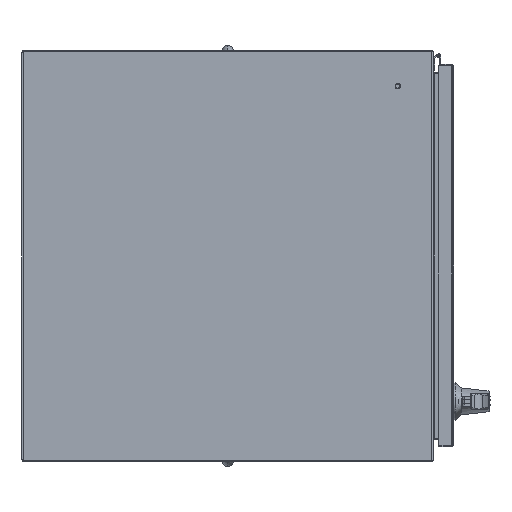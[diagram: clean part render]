
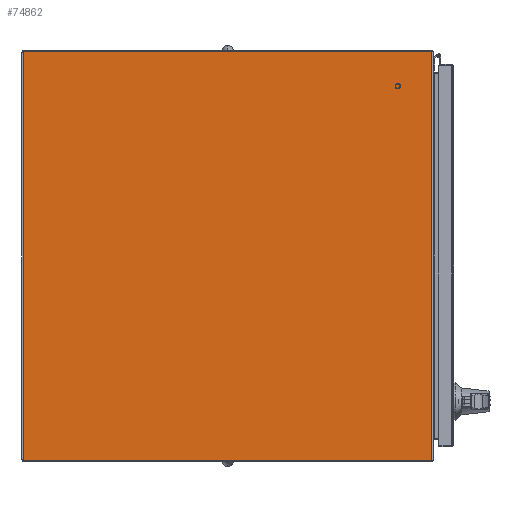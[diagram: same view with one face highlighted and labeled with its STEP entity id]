
A CAD part, front view. The second image highlights one B-rep face of the part: STEP entity #74862.
In plain terms, the highlighted face is planar.
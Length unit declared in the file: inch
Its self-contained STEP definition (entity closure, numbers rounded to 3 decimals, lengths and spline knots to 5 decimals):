
#2962 = PLANE ( 'NONE',  #73406 ) ;
#4991 = DIRECTION ( 'NONE',  ( 0., 1., 0. ) ) ;
#5350 = LINE ( 'NONE', #39347, #77771 ) ;
#5722 = ORIENTED_EDGE ( 'NONE', *, *, #61524, .F. ) ;
#7283 = DIRECTION ( 'NONE',  ( -1., 0., 0. ) ) ;
#8472 = VERTEX_POINT ( 'NONE', #92296 ) ;
#11917 = VECTOR ( 'NONE', #63765, 39.37008 ) ;
#13619 = VERTEX_POINT ( 'NONE', #97993 ) ;
#19815 = EDGE_CURVE ( 'NONE', #38773, #8472, #28315, .T. ) ;
#19970 = DIRECTION ( 'NONE',  ( 1., 0., 0. ) ) ;
#28315 = LINE ( 'NONE', #32028, #37114 ) ;
#31695 = CARTESIAN_POINT ( 'NONE',  ( -11.935, -11.857, 0. ) ) ;
#32028 = CARTESIAN_POINT ( 'NONE',  ( -11.935, -11.857, 0. ) ) ;
#33398 = DIRECTION ( 'NONE',  ( 1., 0., 0. ) ) ;
#37114 = VECTOR ( 'NONE', #33398, 39.37008 ) ;
#38266 = ORIENTED_EDGE ( 'NONE', *, *, #69148, .F. ) ;
#38773 = VERTEX_POINT ( 'NONE', #31695 ) ;
#39347 = CARTESIAN_POINT ( 'NONE',  ( -11.935, 12., 0. ) ) ;
#45993 = VERTEX_POINT ( 'NONE', #57244 ) ;
#46203 = LINE ( 'NONE', #69049, #68684 ) ;
#51094 = ORIENTED_EDGE ( 'NONE', *, *, #19815, .F. ) ;
#53105 = CARTESIAN_POINT ( 'NONE',  ( -11.935, -12., 0. ) ) ;
#56911 = ORIENTED_EDGE ( 'NONE', *, *, #78242, .F. ) ;
#57244 = CARTESIAN_POINT ( 'NONE',  ( 11.935, 12., 0. ) ) ;
#59552 = FACE_OUTER_BOUND ( 'NONE', #99615, .T. ) ;
#61524 = EDGE_CURVE ( 'NONE', #13619, #38773, #101946, .T. ) ;
#63765 = DIRECTION ( 'NONE',  ( 0., -1., 0. ) ) ;
#65124 = CARTESIAN_POINT ( 'NONE',  ( -11.935, -12., 0. ) ) ;
#68684 = VECTOR ( 'NONE', #4991, 39.37008 ) ;
#69049 = CARTESIAN_POINT ( 'NONE',  ( 11.935, -12., 0. ) ) ;
#69148 = EDGE_CURVE ( 'NONE', #45993, #13619, #5350, .T. ) ;
#73406 = AXIS2_PLACEMENT_3D ( 'NONE', #53105, #100676, #19970 ) ;
#74862 = ADVANCED_FACE ( 'NONE', ( #59552 ), #2962, .F. ) ;
#77771 = VECTOR ( 'NONE', #7283, 39.37008 ) ;
#78242 = EDGE_CURVE ( 'NONE', #8472, #45993, #46203, .T. ) ;
#92296 = CARTESIAN_POINT ( 'NONE',  ( 11.935, -11.857, 0. ) ) ;
#97993 = CARTESIAN_POINT ( 'NONE',  ( -11.935, 12., 0. ) ) ;
#99615 = EDGE_LOOP ( 'NONE', ( #51094, #5722, #38266, #56911 ) ) ;
#100676 = DIRECTION ( 'NONE',  ( 0., 0., 1. ) ) ;
#101946 = LINE ( 'NONE', #65124, #11917 ) ;
